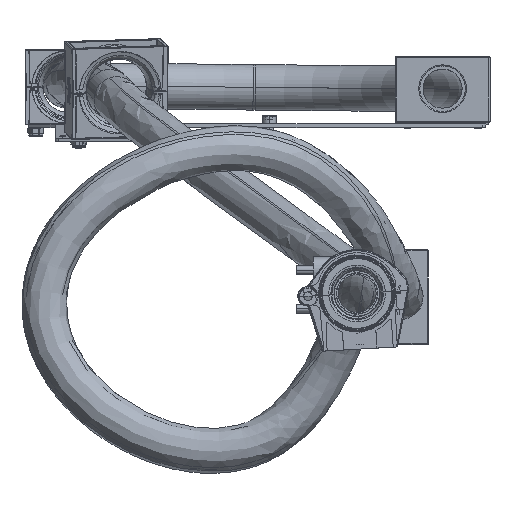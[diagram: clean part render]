
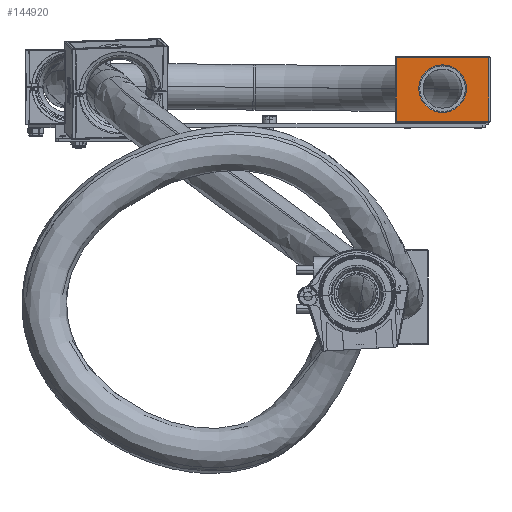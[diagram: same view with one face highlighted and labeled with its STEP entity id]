
A CAD part, top view. The second image highlights one B-rep face of the part: STEP entity #144920.
In plain terms, the highlighted planar face has unit normal (0, 0, 1).
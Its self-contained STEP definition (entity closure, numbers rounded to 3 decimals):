
#3855 = DIRECTION ( 'NONE',  ( 1., 0., 0. ) ) ;
#4150 = PLANE ( 'NONE',  #115929 ) ;
#7233 = DIRECTION ( 'NONE',  ( 0., -1., 0. ) ) ;
#11438 = CARTESIAN_POINT ( 'NONE',  ( 178.7, 2209., 320. ) ) ;
#17467 = AXIS2_PLACEMENT_3D ( 'NONE', #121597, #137962, #91990 ) ;
#18485 = FACE_BOUND ( 'NONE', #140410, .T. ) ;
#25072 = EDGE_LOOP ( 'NONE', ( #191049, #121205, #173587, #128750 ) ) ;
#29834 = CARTESIAN_POINT ( 'NONE',  ( 178.7, 2268.6, 320. ) ) ;
#30341 = EDGE_CURVE ( 'NONE', #44826, #118482, #116363, .T. ) ;
#32310 = CARTESIAN_POINT ( 'NONE',  ( 222., 2239.5, 320. ) ) ;
#33311 = DIRECTION ( 'NONE',  ( 0., 0., -1. ) ) ;
#37358 = CARTESIAN_POINT ( 'NONE',  ( 265.3, 2209., 320. ) ) ;
#38956 = CARTESIAN_POINT ( 'NONE',  ( 178.7, 2208., 320. ) ) ;
#44826 = VERTEX_POINT ( 'NONE', #11438 ) ;
#54804 = LINE ( 'NONE', #102853, #83447 ) ;
#57507 = CARTESIAN_POINT ( 'NONE',  ( 177.7, 2268.6, 320. ) ) ;
#62898 = VERTEX_POINT ( 'NONE', #29834 ) ;
#69765 = EDGE_CURVE ( 'NONE', #187704, #102666, #153298, .T. ) ;
#80409 = VECTOR ( 'NONE', #149516, 1000. ) ;
#83447 = VECTOR ( 'NONE', #85560, 1000. ) ;
#85560 = DIRECTION ( 'NONE',  ( 0., 1., 0. ) ) ;
#86043 = LINE ( 'NONE', #38956, #168388 ) ;
#88011 = AXIS2_PLACEMENT_3D ( 'NONE', #32310, #33311, #108075 ) ;
#91990 = DIRECTION ( 'NONE',  ( 1., 0., 0. ) ) ;
#102666 = VERTEX_POINT ( 'NONE', #194487 ) ;
#102853 = CARTESIAN_POINT ( 'NONE',  ( 265.3, 2269.6, 320. ) ) ;
#105669 = CIRCLE ( 'NONE', #17467, 22.25 ) ;
#106660 = EDGE_CURVE ( 'NONE', #102666, #187704, #105669, .T. ) ;
#107016 = ORIENTED_EDGE ( 'NONE', *, *, #106660, .T. ) ;
#108075 = DIRECTION ( 'NONE',  ( 1., 0., 0. ) ) ;
#109013 = CARTESIAN_POINT ( 'NONE',  ( 244.25, 2239.5, 320. ) ) ;
#115929 = AXIS2_PLACEMENT_3D ( 'NONE', #191178, #142255, #196946 ) ;
#116363 = LINE ( 'NONE', #143948, #148954 ) ;
#118482 = VERTEX_POINT ( 'NONE', #37358 ) ;
#121205 = ORIENTED_EDGE ( 'NONE', *, *, #145623, .T. ) ;
#121597 = CARTESIAN_POINT ( 'NONE',  ( 222., 2239.5, 320. ) ) ;
#128073 = ORIENTED_EDGE ( 'NONE', *, *, #69765, .T. ) ;
#128750 = ORIENTED_EDGE ( 'NONE', *, *, #30341, .T. ) ;
#133234 = LINE ( 'NONE', #57507, #80409 ) ;
#137962 = DIRECTION ( 'NONE',  ( 0., 0., -1. ) ) ;
#140410 = EDGE_LOOP ( 'NONE', ( #128073, #107016 ) ) ;
#142255 = DIRECTION ( 'NONE',  ( 0., 0., 1. ) ) ;
#143948 = CARTESIAN_POINT ( 'NONE',  ( 266.3, 2209., 320. ) ) ;
#144920 = ADVANCED_FACE ( 'NONE', ( #18485, #159579 ), #4150, .T. ) ;
#145623 = EDGE_CURVE ( 'NONE', #161401, #62898, #133234, .T. ) ;
#148954 = VECTOR ( 'NONE', #3855, 1000. ) ;
#149516 = DIRECTION ( 'NONE',  ( -1., 0., 0. ) ) ;
#153298 = CIRCLE ( 'NONE', #88011, 22.25 ) ;
#154119 = EDGE_CURVE ( 'NONE', #62898, #44826, #86043, .T. ) ;
#158798 = CARTESIAN_POINT ( 'NONE',  ( 265.3, 2268.6, 320. ) ) ;
#159579 = FACE_OUTER_BOUND ( 'NONE', #25072, .T. ) ;
#161401 = VERTEX_POINT ( 'NONE', #158798 ) ;
#168388 = VECTOR ( 'NONE', #7233, 1000. ) ;
#173587 = ORIENTED_EDGE ( 'NONE', *, *, #154119, .T. ) ;
#183267 = EDGE_CURVE ( 'NONE', #118482, #161401, #54804, .T. ) ;
#187704 = VERTEX_POINT ( 'NONE', #109013 ) ;
#191049 = ORIENTED_EDGE ( 'NONE', *, *, #183267, .T. ) ;
#191178 = CARTESIAN_POINT ( 'NONE',  ( 177.7, 2208., 320. ) ) ;
#194487 = CARTESIAN_POINT ( 'NONE',  ( 199.75, 2239.5, 320. ) ) ;
#196946 = DIRECTION ( 'NONE',  ( 1., 0., 0. ) ) ;
